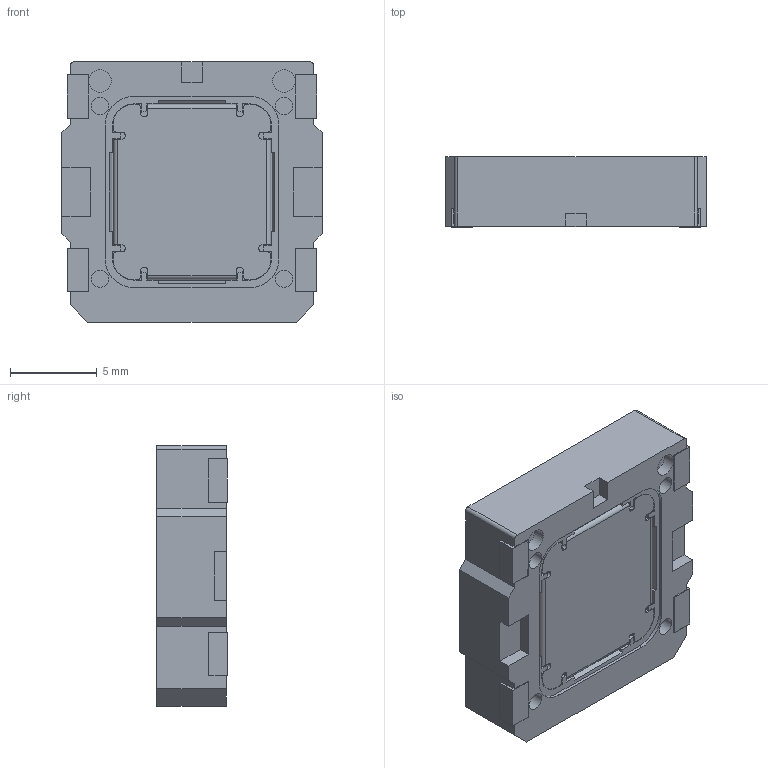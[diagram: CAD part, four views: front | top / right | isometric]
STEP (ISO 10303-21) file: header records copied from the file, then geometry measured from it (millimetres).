
FILE_DESCRIPTION(/* description */ (''),/* implementation_level */ '2;1');
FILE_NAME(/* name */ 'SMS-1508MS-HT-R.stp',/* time_stamp */ '2020-05-01T14:42:58-04:00',/* author */ ('VanDenBroek'),/* organization */ (''),/* preprocessor_version */ 'ST-DEVELOPER v16.1',/* originating_system */ 'Autodesk Inventor 2016',/* authorisation */ '');
FILE_SCHEMA (('AUTOMOTIVE_DESIGN { 1 0 10303 214 3 1 1 }'));
Length unit declared in the file: millimetre
Products named in the file (1): SMS-1508MS-HT-R
Bounding box: 15 x 4.05 x 15 mm (x, y, z)
Volume: 821.8 mm3; surface area: 766.2 mm2
Topology: 1 solids, 1 shells, 243 faces, 685 edges, 456 vertices
Faces by surface type: plane 174, cylinder 69
Full cylindrical faces by diameter (mm): 1 x4, 1.3 x2, 1.6 x1
Entity records: 7867 total; most frequent: CARTESIAN_POINT 1374, ORIENTED_EDGE 1352, DIRECTION 1302, EDGE_CURVE 676, LINE 538, VECTOR 538, VERTEX_POINT 454, AXIS2_PLACEMENT_3D 382
